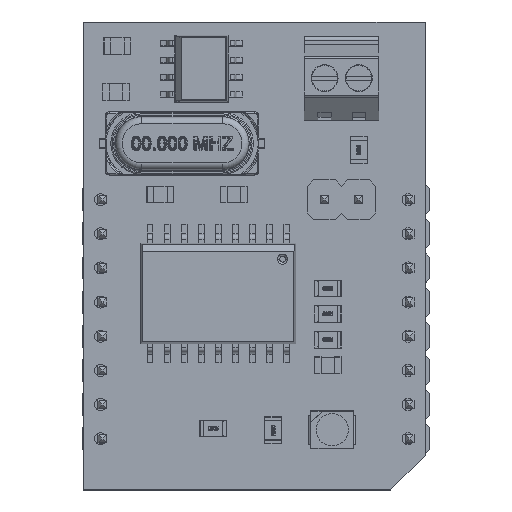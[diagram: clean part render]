
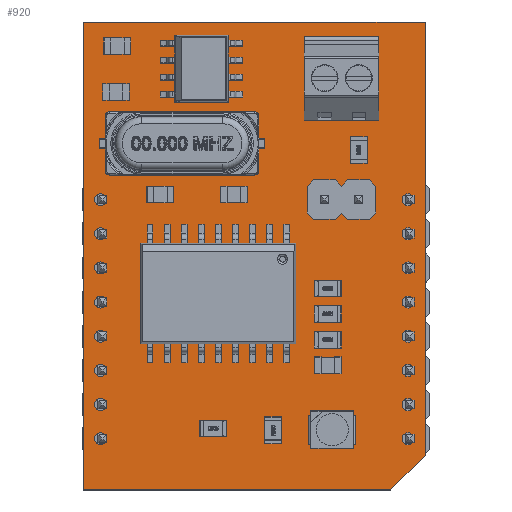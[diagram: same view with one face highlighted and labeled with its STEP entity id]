
A CAD part, top view. The second image highlights one B-rep face of the part: STEP entity #920.
In plain terms, the highlighted planar face has unit normal (0, 0, 1).
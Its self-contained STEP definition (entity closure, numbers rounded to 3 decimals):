
#39 = VERTEX_POINT('',#40);
#40 = CARTESIAN_POINT('',(-1.27,-3.81,0.));
#46 = EDGE_CURVE('',#39,#47,#49,.T.);
#47 = VERTEX_POINT('',#48);
#48 = CARTESIAN_POINT('',(21.59,-3.81,0.));
#49 = LINE('',#50,#51);
#50 = CARTESIAN_POINT('',(-1.27,-3.81,0.));
#51 = VECTOR('',#52,1.);
#52 = DIRECTION('',(1.,0.,0.));
#77 = EDGE_CURVE('',#47,#78,#80,.T.);
#78 = VERTEX_POINT('',#79);
#79 = CARTESIAN_POINT('',(24.13,-1.27,0.));
#80 = LINE('',#81,#82);
#81 = CARTESIAN_POINT('',(21.59,-3.81,0.));
#82 = VECTOR('',#83,1.);
#83 = DIRECTION('',(0.707,0.707,0.));
#108 = EDGE_CURVE('',#78,#109,#111,.T.);
#109 = VERTEX_POINT('',#110);
#110 = CARTESIAN_POINT('',(24.13,30.988,0.));
#111 = LINE('',#112,#113);
#112 = CARTESIAN_POINT('',(24.13,-1.27,0.));
#113 = VECTOR('',#114,1.);
#114 = DIRECTION('',(0.,1.,0.));
#139 = EDGE_CURVE('',#109,#140,#142,.T.);
#140 = VERTEX_POINT('',#141);
#141 = CARTESIAN_POINT('',(-1.27,30.988,0.));
#142 = LINE('',#143,#144);
#143 = CARTESIAN_POINT('',(24.13,30.988,0.));
#144 = VECTOR('',#145,1.);
#145 = DIRECTION('',(-1.,0.,0.));
#170 = EDGE_CURVE('',#140,#39,#171,.T.);
#171 = LINE('',#172,#173);
#172 = CARTESIAN_POINT('',(-1.27,30.988,0.));
#173 = VECTOR('',#174,1.);
#174 = DIRECTION('',(0.,-1.,0.));
#194 = VERTEX_POINT('',#195);
#195 = CARTESIAN_POINT('',(0.445,7.62,0.));
#201 = EDGE_CURVE('',#194,#194,#202,.T.);
#202 = CIRCLE('',#203,0.445);
#203 = AXIS2_PLACEMENT_3D('',#204,#205,#206);
#204 = CARTESIAN_POINT('',(0.,7.62,0.));
#205 = DIRECTION('',(0.,0.,1.));
#206 = DIRECTION('',(1.,0.,0.));
#227 = VERTEX_POINT('',#228);
#228 = CARTESIAN_POINT('',(0.445,10.16,0.));
#234 = EDGE_CURVE('',#227,#227,#235,.T.);
#235 = CIRCLE('',#236,0.445);
#236 = AXIS2_PLACEMENT_3D('',#237,#238,#239);
#237 = CARTESIAN_POINT('',(0.,10.16,0.));
#238 = DIRECTION('',(0.,0.,1.));
#239 = DIRECTION('',(1.,0.,0.));
#260 = VERTEX_POINT('',#261);
#261 = CARTESIAN_POINT('',(0.445,0.,0.));
#267 = EDGE_CURVE('',#260,#260,#268,.T.);
#268 = CIRCLE('',#269,0.445);
#269 = AXIS2_PLACEMENT_3D('',#270,#271,#272);
#270 = CARTESIAN_POINT('',(0.,0.,0.));
#271 = DIRECTION('',(0.,0.,1.));
#272 = DIRECTION('',(1.,0.,0.));
#293 = VERTEX_POINT('',#294);
#294 = CARTESIAN_POINT('',(0.445,5.08,0.));
#300 = EDGE_CURVE('',#293,#293,#301,.T.);
#301 = CIRCLE('',#302,0.445);
#302 = AXIS2_PLACEMENT_3D('',#303,#304,#305);
#303 = CARTESIAN_POINT('',(0.,5.08,0.));
#304 = DIRECTION('',(0.,0.,1.));
#305 = DIRECTION('',(1.,0.,0.));
#326 = VERTEX_POINT('',#327);
#327 = CARTESIAN_POINT('',(0.445,2.54,0.));
#333 = EDGE_CURVE('',#326,#326,#334,.T.);
#334 = CIRCLE('',#335,0.445);
#335 = AXIS2_PLACEMENT_3D('',#336,#337,#338);
#336 = CARTESIAN_POINT('',(0.,2.54,0.));
#337 = DIRECTION('',(0.,0.,1.));
#338 = DIRECTION('',(1.,0.,0.));
#359 = VERTEX_POINT('',#360);
#360 = CARTESIAN_POINT('',(0.445,15.24,0.));
#366 = EDGE_CURVE('',#359,#359,#367,.T.);
#367 = CIRCLE('',#368,0.445);
#368 = AXIS2_PLACEMENT_3D('',#369,#370,#371);
#369 = CARTESIAN_POINT('',(0.,15.24,0.));
#370 = DIRECTION('',(0.,0.,1.));
#371 = DIRECTION('',(1.,0.,0.));
#392 = VERTEX_POINT('',#393);
#393 = CARTESIAN_POINT('',(0.445,17.78,0.));
#399 = EDGE_CURVE('',#392,#392,#400,.T.);
#400 = CIRCLE('',#401,0.445);
#401 = AXIS2_PLACEMENT_3D('',#402,#403,#404);
#402 = CARTESIAN_POINT('',(0.,17.78,0.));
#403 = DIRECTION('',(0.,0.,1.));
#404 = DIRECTION('',(1.,0.,0.));
#425 = VERTEX_POINT('',#426);
#426 = CARTESIAN_POINT('',(0.445,12.7,0.));
#432 = EDGE_CURVE('',#425,#425,#433,.T.);
#433 = CIRCLE('',#434,0.445);
#434 = AXIS2_PLACEMENT_3D('',#435,#436,#437);
#435 = CARTESIAN_POINT('',(0.,12.7,0.));
#436 = DIRECTION('',(0.,0.,1.));
#437 = DIRECTION('',(1.,0.,0.));
#458 = VERTEX_POINT('',#459);
#459 = CARTESIAN_POINT('',(17.082,26.773,0.));
#465 = EDGE_CURVE('',#458,#458,#466,.T.);
#466 = CIRCLE('',#467,0.445);
#467 = AXIS2_PLACEMENT_3D('',#468,#469,#470);
#468 = CARTESIAN_POINT('',(16.637,26.773,0.));
#469 = DIRECTION('',(0.,0.,1.));
#470 = DIRECTION('',(1.,0.,0.));
#491 = VERTEX_POINT('',#492);
#492 = CARTESIAN_POINT('',(17.082,17.78,0.));
#498 = EDGE_CURVE('',#491,#491,#499,.T.);
#499 = CIRCLE('',#500,0.445);
#500 = AXIS2_PLACEMENT_3D('',#501,#502,#503);
#501 = CARTESIAN_POINT('',(16.637,17.78,0.));
#502 = DIRECTION('',(0.,0.,1.));
#503 = DIRECTION('',(1.,0.,0.));
#524 = VERTEX_POINT('',#525);
#525 = CARTESIAN_POINT('',(23.305,7.62,0.));
#531 = EDGE_CURVE('',#524,#524,#532,.T.);
#532 = CIRCLE('',#533,0.445);
#533 = AXIS2_PLACEMENT_3D('',#534,#535,#536);
#534 = CARTESIAN_POINT('',(22.86,7.62,0.));
#535 = DIRECTION('',(0.,0.,1.));
#536 = DIRECTION('',(1.,0.,0.));
#557 = VERTEX_POINT('',#558);
#558 = CARTESIAN_POINT('',(23.305,10.16,0.));
#564 = EDGE_CURVE('',#557,#557,#565,.T.);
#565 = CIRCLE('',#566,0.445);
#566 = AXIS2_PLACEMENT_3D('',#567,#568,#569);
#567 = CARTESIAN_POINT('',(22.86,10.16,0.));
#568 = DIRECTION('',(0.,0.,1.));
#569 = DIRECTION('',(1.,0.,0.));
#590 = VERTEX_POINT('',#591);
#591 = CARTESIAN_POINT('',(23.305,0.,0.));
#597 = EDGE_CURVE('',#590,#590,#598,.T.);
#598 = CIRCLE('',#599,0.445);
#599 = AXIS2_PLACEMENT_3D('',#600,#601,#602);
#600 = CARTESIAN_POINT('',(22.86,0.,0.));
#601 = DIRECTION('',(0.,0.,1.));
#602 = DIRECTION('',(1.,0.,0.));
#623 = VERTEX_POINT('',#624);
#624 = CARTESIAN_POINT('',(23.305,5.08,0.));
#630 = EDGE_CURVE('',#623,#623,#631,.T.);
#631 = CIRCLE('',#632,0.445);
#632 = AXIS2_PLACEMENT_3D('',#633,#634,#635);
#633 = CARTESIAN_POINT('',(22.86,5.08,0.));
#634 = DIRECTION('',(0.,0.,1.));
#635 = DIRECTION('',(1.,0.,0.));
#656 = VERTEX_POINT('',#657);
#657 = CARTESIAN_POINT('',(23.305,2.54,0.));
#663 = EDGE_CURVE('',#656,#656,#664,.T.);
#664 = CIRCLE('',#665,0.445);
#665 = AXIS2_PLACEMENT_3D('',#666,#667,#668);
#666 = CARTESIAN_POINT('',(22.86,2.54,0.));
#667 = DIRECTION('',(0.,0.,1.));
#668 = DIRECTION('',(1.,0.,0.));
#689 = VERTEX_POINT('',#690);
#690 = CARTESIAN_POINT('',(19.622,17.78,0.));
#696 = EDGE_CURVE('',#689,#689,#697,.T.);
#697 = CIRCLE('',#698,0.445);
#698 = AXIS2_PLACEMENT_3D('',#699,#700,#701);
#699 = CARTESIAN_POINT('',(19.177,17.78,0.));
#700 = DIRECTION('',(0.,0.,1.));
#701 = DIRECTION('',(1.,0.,0.));
#722 = VERTEX_POINT('',#723);
#723 = CARTESIAN_POINT('',(19.622,26.773,0.));
#729 = EDGE_CURVE('',#722,#722,#730,.T.);
#730 = CIRCLE('',#731,0.445);
#731 = AXIS2_PLACEMENT_3D('',#732,#733,#734);
#732 = CARTESIAN_POINT('',(19.177,26.773,0.));
#733 = DIRECTION('',(0.,0.,1.));
#734 = DIRECTION('',(1.,0.,0.));
#755 = VERTEX_POINT('',#756);
#756 = CARTESIAN_POINT('',(23.305,12.7,0.));
#762 = EDGE_CURVE('',#755,#755,#763,.T.);
#763 = CIRCLE('',#764,0.445);
#764 = AXIS2_PLACEMENT_3D('',#765,#766,#767);
#765 = CARTESIAN_POINT('',(22.86,12.7,0.));
#766 = DIRECTION('',(0.,0.,1.));
#767 = DIRECTION('',(1.,0.,0.));
#788 = VERTEX_POINT('',#789);
#789 = CARTESIAN_POINT('',(23.305,17.78,0.));
#795 = EDGE_CURVE('',#788,#788,#796,.T.);
#796 = CIRCLE('',#797,0.445);
#797 = AXIS2_PLACEMENT_3D('',#798,#799,#800);
#798 = CARTESIAN_POINT('',(22.86,17.78,0.));
#799 = DIRECTION('',(0.,0.,1.));
#800 = DIRECTION('',(1.,0.,0.));
#821 = VERTEX_POINT('',#822);
#822 = CARTESIAN_POINT('',(23.305,15.24,0.));
#828 = EDGE_CURVE('',#821,#821,#829,.T.);
#829 = CIRCLE('',#830,0.445);
#830 = AXIS2_PLACEMENT_3D('',#831,#832,#833);
#831 = CARTESIAN_POINT('',(22.86,15.24,0.));
#832 = DIRECTION('',(0.,0.,1.));
#833 = DIRECTION('',(1.,0.,0.));
#920 = ADVANCED_FACE('',(#921,#928,#931,#934,#937,#940,#943,#946,#949,
    #952,#955,#958,#961,#964,#967,#970,#973,#976,#979,#982,#985),#988,
  .F.);
#921 = FACE_BOUND('',#922,.T.);
#922 = EDGE_LOOP('',(#923,#924,#925,#926,#927));
#923 = ORIENTED_EDGE('',*,*,#46,.T.);
#924 = ORIENTED_EDGE('',*,*,#77,.T.);
#925 = ORIENTED_EDGE('',*,*,#108,.T.);
#926 = ORIENTED_EDGE('',*,*,#139,.T.);
#927 = ORIENTED_EDGE('',*,*,#170,.T.);
#928 = FACE_BOUND('',#929,.F.);
#929 = EDGE_LOOP('',(#930));
#930 = ORIENTED_EDGE('',*,*,#201,.T.);
#931 = FACE_BOUND('',#932,.F.);
#932 = EDGE_LOOP('',(#933));
#933 = ORIENTED_EDGE('',*,*,#234,.T.);
#934 = FACE_BOUND('',#935,.F.);
#935 = EDGE_LOOP('',(#936));
#936 = ORIENTED_EDGE('',*,*,#267,.T.);
#937 = FACE_BOUND('',#938,.F.);
#938 = EDGE_LOOP('',(#939));
#939 = ORIENTED_EDGE('',*,*,#300,.T.);
#940 = FACE_BOUND('',#941,.F.);
#941 = EDGE_LOOP('',(#942));
#942 = ORIENTED_EDGE('',*,*,#333,.T.);
#943 = FACE_BOUND('',#944,.F.);
#944 = EDGE_LOOP('',(#945));
#945 = ORIENTED_EDGE('',*,*,#366,.T.);
#946 = FACE_BOUND('',#947,.F.);
#947 = EDGE_LOOP('',(#948));
#948 = ORIENTED_EDGE('',*,*,#399,.T.);
#949 = FACE_BOUND('',#950,.F.);
#950 = EDGE_LOOP('',(#951));
#951 = ORIENTED_EDGE('',*,*,#432,.T.);
#952 = FACE_BOUND('',#953,.F.);
#953 = EDGE_LOOP('',(#954));
#954 = ORIENTED_EDGE('',*,*,#465,.T.);
#955 = FACE_BOUND('',#956,.F.);
#956 = EDGE_LOOP('',(#957));
#957 = ORIENTED_EDGE('',*,*,#498,.T.);
#958 = FACE_BOUND('',#959,.F.);
#959 = EDGE_LOOP('',(#960));
#960 = ORIENTED_EDGE('',*,*,#531,.T.);
#961 = FACE_BOUND('',#962,.F.);
#962 = EDGE_LOOP('',(#963));
#963 = ORIENTED_EDGE('',*,*,#564,.T.);
#964 = FACE_BOUND('',#965,.F.);
#965 = EDGE_LOOP('',(#966));
#966 = ORIENTED_EDGE('',*,*,#597,.T.);
#967 = FACE_BOUND('',#968,.F.);
#968 = EDGE_LOOP('',(#969));
#969 = ORIENTED_EDGE('',*,*,#630,.T.);
#970 = FACE_BOUND('',#971,.F.);
#971 = EDGE_LOOP('',(#972));
#972 = ORIENTED_EDGE('',*,*,#663,.T.);
#973 = FACE_BOUND('',#974,.F.);
#974 = EDGE_LOOP('',(#975));
#975 = ORIENTED_EDGE('',*,*,#696,.T.);
#976 = FACE_BOUND('',#977,.F.);
#977 = EDGE_LOOP('',(#978));
#978 = ORIENTED_EDGE('',*,*,#729,.T.);
#979 = FACE_BOUND('',#980,.F.);
#980 = EDGE_LOOP('',(#981));
#981 = ORIENTED_EDGE('',*,*,#762,.T.);
#982 = FACE_BOUND('',#983,.F.);
#983 = EDGE_LOOP('',(#984));
#984 = ORIENTED_EDGE('',*,*,#795,.T.);
#985 = FACE_BOUND('',#986,.F.);
#986 = EDGE_LOOP('',(#987));
#987 = ORIENTED_EDGE('',*,*,#828,.T.);
#988 = PLANE('',#989);
#989 = AXIS2_PLACEMENT_3D('',#990,#991,#992);
#990 = CARTESIAN_POINT('',(-1.27,-3.81,0.));
#991 = DIRECTION('',(0.,0.,-1.));
#992 = DIRECTION('',(-1.,0.,0.));
